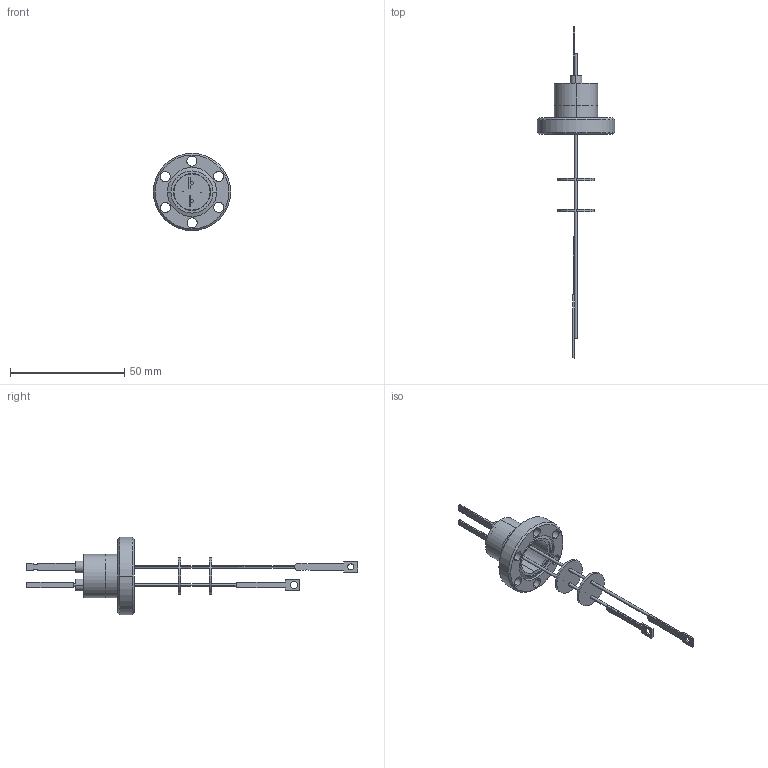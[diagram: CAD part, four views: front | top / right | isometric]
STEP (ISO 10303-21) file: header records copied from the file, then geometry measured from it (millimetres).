
FILE_DESCRIPTION (( 'STEP AP214' ), '1' );
FILE_NAME ('262-TCC-1-C16.STEP', '2017-07-10T07:23:24', ( 'allectra' ), ( 'Microsoft' ), 'SwSTEP 2.0', 'SolidWorks 2014', '' );
FILE_SCHEMA (( 'AUTOMOTIVE_DESIGN' ));
Length unit declared in the file: millimetre
Products named in the file (2): 262-TCC-1-C16
Bounding box: 33.78 x 145.16 x 33.78 mm (x, y, z)
Volume: 6770 mm3; surface area: 8111.1 mm2
Topology: 1 solids, 3 shells, 174 faces, 430 edges, 284 vertices
Faces by surface type: cylinder 96, plane 64, cone 10, bspline 4
Entity records: 5461 total; most frequent: CARTESIAN_POINT 1031, DIRECTION 980, ORIENTED_EDGE 860, EDGE_CURVE 430, AXIS2_PLACEMENT_3D 387, VERTEX_POINT 284, EDGE_LOOP 228, CIRCLE 215
